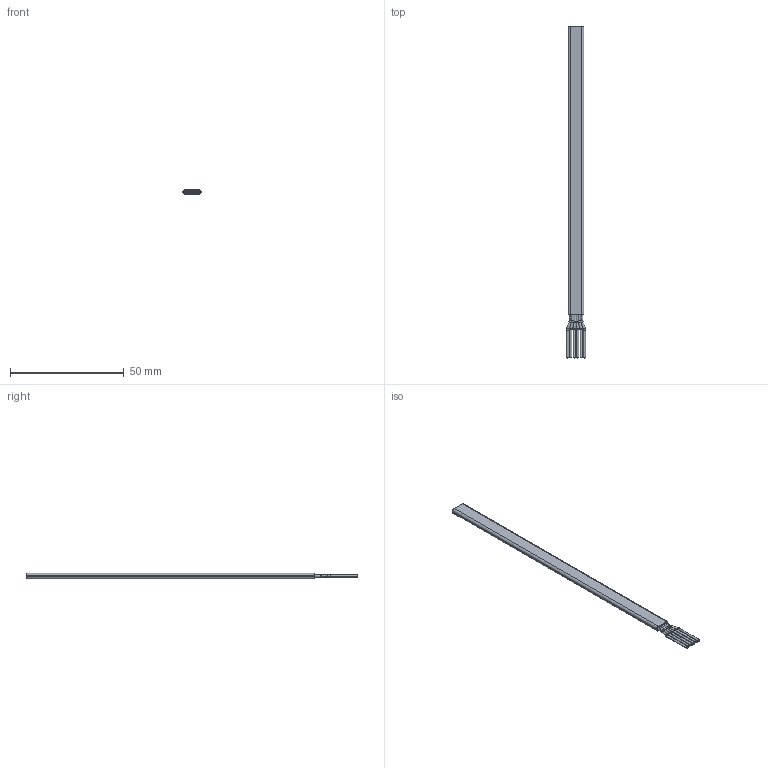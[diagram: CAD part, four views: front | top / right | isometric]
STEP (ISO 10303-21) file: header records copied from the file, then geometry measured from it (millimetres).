
FILE_DESCRIPTION (( 'STEP AP214' ), '1' );
FILE_NAME ('TDB6.STEP', '2007-11-28T20:19:33', ( ' ' ), ( ' ' ), 'SwSTEP 2.0', 'SolidWorks 2007', '' );
FILE_SCHEMA (( 'AUTOMOTIVE_DESIGN' ));
Length unit declared in the file: inch
Products named in the file (1): TDB6
Bounding box: 8.38 x 146.05 x 2.41 mm (x, y, z)
Volume: 2133.2 mm3; surface area: 2564.6 mm2
Topology: 1 solids, 1 shells, 76 faces, 160 edges, 92 vertices
Faces by surface type: cylinder 40, torus 24, plane 12
Entity records: 2067 total; most frequent: DIRECTION 422, CARTESIAN_POINT 329, ORIENTED_EDGE 320, AXIS2_PLACEMENT_3D 185, EDGE_CURVE 160, CIRCLE 108, VERTEX_POINT 92, EDGE_LOOP 82
